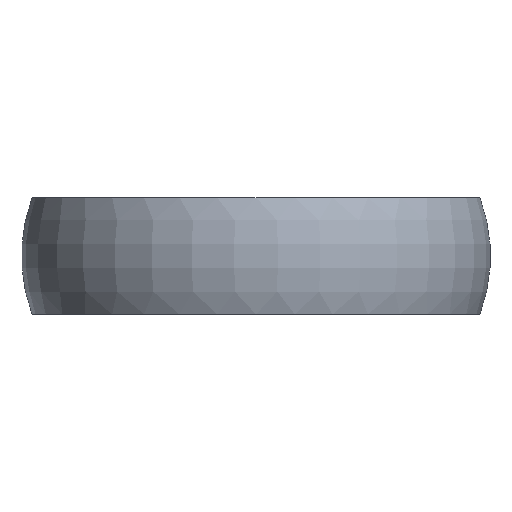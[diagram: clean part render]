
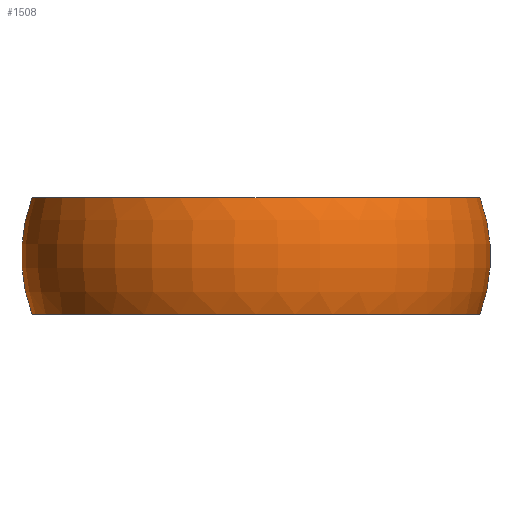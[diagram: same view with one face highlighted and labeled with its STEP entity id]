
A CAD part, front view. The second image highlights one B-rep face of the part: STEP entity #1508.
In plain terms, the highlighted toroidal (fillet/blend) face has major radius 14.863 mm and minor radius 35.938 mm.
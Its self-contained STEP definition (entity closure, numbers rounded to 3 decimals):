
#157 = DIRECTION ( 'NONE',  ( 0., 0., -1. ) ) ;
#159 = ORIENTED_EDGE ( 'NONE', *, *, #1573, .F. ) ;
#206 = AXIS2_PLACEMENT_3D ( 'NONE', #1042, #626, #493 ) ;
#218 = TOROIDAL_SURFACE ( 'NONE', #1614, 14.863, 35.937 ) ;
#278 = EDGE_CURVE ( 'NONE', #693, #1752, #1416, .T. ) ;
#340 = DIRECTION ( 'NONE',  ( -1., 0., 0. ) ) ;
#364 = CARTESIAN_POINT ( 'NONE',  ( 48.5, 0., 12.65 ) ) ;
#432 = AXIS2_PLACEMENT_3D ( 'NONE', #1041, #1034, #340 ) ;
#450 = DIRECTION ( 'NONE',  ( -1., 0., 0. ) ) ;
#460 = CARTESIAN_POINT ( 'NONE',  ( -14.863, 0., 0. ) ) ;
#493 = DIRECTION ( 'NONE',  ( -1., 0., 0. ) ) ;
#554 = DIRECTION ( 'NONE',  ( -1., 0., 0. ) ) ;
#584 = CIRCLE ( 'NONE', #1490, 35.937 ) ;
#626 = DIRECTION ( 'NONE',  ( 0., 1., 0. ) ) ;
#644 = CIRCLE ( 'NONE', #206, 35.937 ) ;
#693 = VERTEX_POINT ( 'NONE', #364 ) ;
#736 = DIRECTION ( 'NONE',  ( 0., 0., -1. ) ) ;
#830 = CARTESIAN_POINT ( 'NONE',  ( 0., 0., 12.65 ) ) ;
#833 = CIRCLE ( 'NONE', #432, 48.5 ) ;
#857 = CARTESIAN_POINT ( 'NONE',  ( 48.5, 0., -12.65 ) ) ;
#931 = ORIENTED_EDGE ( 'NONE', *, *, #278, .T. ) ;
#1034 = DIRECTION ( 'NONE',  ( 0., 0., -1. ) ) ;
#1041 = CARTESIAN_POINT ( 'NONE',  ( 0., 0., -12.65 ) ) ;
#1042 = CARTESIAN_POINT ( 'NONE',  ( 14.863, 0., 0. ) ) ;
#1047 = EDGE_CURVE ( 'NONE', #1752, #1481, #584, .T. ) ;
#1063 = AXIS2_PLACEMENT_3D ( 'NONE', #830, #1395, #450 ) ;
#1072 = VERTEX_POINT ( 'NONE', #857 ) ;
#1151 = ORIENTED_EDGE ( 'NONE', *, *, #1234, .F. ) ;
#1234 = EDGE_CURVE ( 'NONE', #693, #1072, #644, .T. ) ;
#1265 = FACE_OUTER_BOUND ( 'NONE', #1379, .T. ) ;
#1379 = EDGE_LOOP ( 'NONE', ( #1151, #931, #1594, #159 ) ) ;
#1395 = DIRECTION ( 'NONE',  ( 0., 0., -1. ) ) ;
#1416 = CIRCLE ( 'NONE', #1063, 48.5 ) ;
#1481 = VERTEX_POINT ( 'NONE', #1507 ) ;
#1490 = AXIS2_PLACEMENT_3D ( 'NONE', #460, #1691, #736 ) ;
#1507 = CARTESIAN_POINT ( 'NONE',  ( -48.5, 0., -12.65 ) ) ;
#1508 = ADVANCED_FACE ( 'NONE', ( #1265 ), #218, .T. ) ;
#1573 = EDGE_CURVE ( 'NONE', #1072, #1481, #833, .T. ) ;
#1588 = CARTESIAN_POINT ( 'NONE',  ( -48.5, 0., 12.65 ) ) ;
#1594 = ORIENTED_EDGE ( 'NONE', *, *, #1047, .T. ) ;
#1614 = AXIS2_PLACEMENT_3D ( 'NONE', #1634, #157, #554 ) ;
#1634 = CARTESIAN_POINT ( 'NONE',  ( 0., 0., 0. ) ) ;
#1691 = DIRECTION ( 'NONE',  ( 0., -1., 0. ) ) ;
#1752 = VERTEX_POINT ( 'NONE', #1588 ) ;
